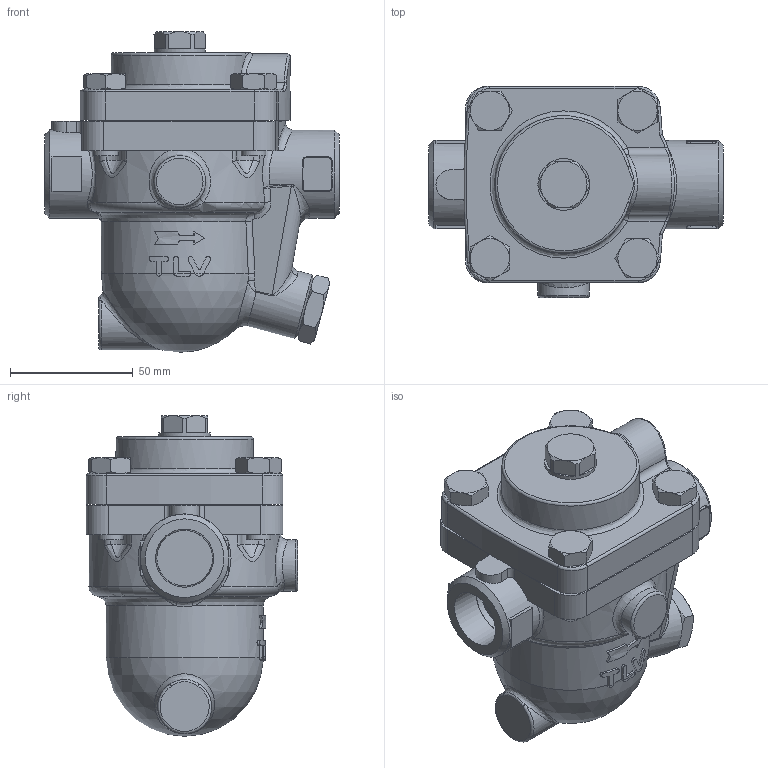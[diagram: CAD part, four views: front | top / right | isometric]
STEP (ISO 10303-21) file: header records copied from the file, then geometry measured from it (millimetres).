
FILE_DESCRIPTION((''),'2;1');
FILE_NAME('j3x00-020-screw-00.stp','2009-10-23T13:58:23',('nakaot'),(''),'Autodesk Inventor 2008','Autodesk Inventor 2008','');
FILE_SCHEMA(('AUTOMOTIVE_DESIGN { 1 0 10303 214 1 1 1 1 }'));
Length unit declared in the file: millimetre
Products named in the file (1): j3x00-020-screw-00
Bounding box: 120 x 86 x 130.5 mm (x, y, z)
Volume: 543240.6 mm3; surface area: 60356.1 mm2
Topology: 1 solids, 1 shells, 399 faces, 977 edges, 596 vertices
Faces by surface type: plane 110, bspline 97, cylinder 93, cone 73, torus 22, sphere 4
Full cylindrical faces by diameter (mm): 10 x8, 21 x2, 27 x1, 36 x2, 56.5 x1
Entity records: 20672 total; most frequent: CARTESIAN_POINT 12387, ORIENTED_EDGE 1832, DIRECTION 1552, EDGE_CURVE 916, AXIS2_PLACEMENT_3D 659, VERTEX_POINT 575, EDGE_LOOP 461, FACE_OUTER_BOUND 398
